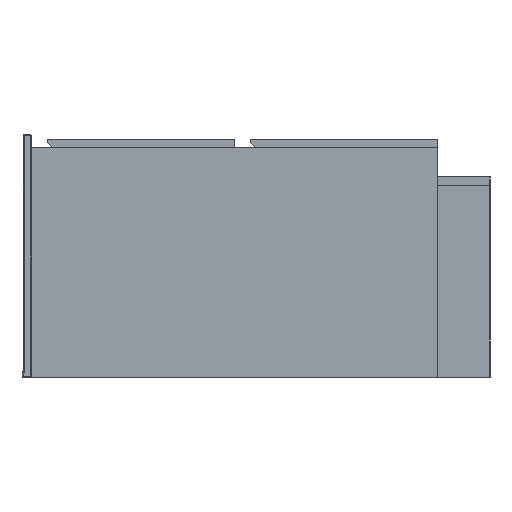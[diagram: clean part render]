
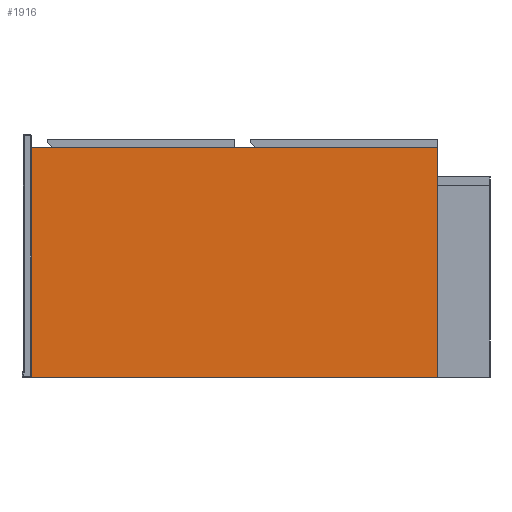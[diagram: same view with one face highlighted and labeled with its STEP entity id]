
A CAD part, left-side view. The second image highlights one B-rep face of the part: STEP entity #1916.
In plain terms, the highlighted planar face has unit normal (-1, 0, 0).
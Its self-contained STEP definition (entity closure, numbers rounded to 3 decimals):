
#616 = CARTESIAN_POINT ( 'NONE',  ( -444., 390., 0. ) ) ;
#645 = VERTEX_POINT ( 'NONE', #2028 ) ;
#661 = EDGE_LOOP ( 'NONE', ( #3020, #3907, #2349, #5804 ) ) ;
#708 = VERTEX_POINT ( 'NONE', #616 ) ;
#874 = FACE_OUTER_BOUND ( 'NONE', #661, .T. ) ;
#926 = LINE ( 'NONE', #6596, #3073 ) ;
#1114 = VECTOR ( 'NONE', #1223, 1000. ) ;
#1223 = DIRECTION ( 'NONE',  ( 0., -1., 0. ) ) ;
#1239 = VERTEX_POINT ( 'NONE', #6436 ) ;
#1689 = CARTESIAN_POINT ( 'NONE',  ( -444., -390., 440. ) ) ;
#1870 = VECTOR ( 'NONE', #3754, 1000. ) ;
#1916 = ADVANCED_FACE ( 'NONE', ( #874 ), #3338, .F. ) ;
#2028 = CARTESIAN_POINT ( 'NONE',  ( -444., -390., 440. ) ) ;
#2349 = ORIENTED_EDGE ( 'NONE', *, *, #3861, .F. ) ;
#2389 = LINE ( 'NONE', #5607, #4106 ) ;
#3020 = ORIENTED_EDGE ( 'NONE', *, *, #3826, .T. ) ;
#3073 = VECTOR ( 'NONE', #4546, 1000. ) ;
#3248 = AXIS2_PLACEMENT_3D ( 'NONE', #4421, #5012, #6015 ) ;
#3338 = PLANE ( 'NONE',  #3248 ) ;
#3409 = CARTESIAN_POINT ( 'NONE',  ( -444., -390., 0. ) ) ;
#3754 = DIRECTION ( 'NONE',  ( 0., -1., 0. ) ) ;
#3826 = EDGE_CURVE ( 'NONE', #708, #6425, #6394, .T. ) ;
#3861 = EDGE_CURVE ( 'NONE', #1239, #645, #6430, .T. ) ;
#3907 = ORIENTED_EDGE ( 'NONE', *, *, #6415, .F. ) ;
#4106 = VECTOR ( 'NONE', #5544, 1000. ) ;
#4264 = CARTESIAN_POINT ( 'NONE',  ( -444., -390., 0. ) ) ;
#4421 = CARTESIAN_POINT ( 'NONE',  ( -444., -390., 440. ) ) ;
#4546 = DIRECTION ( 'NONE',  ( 0., 0., -1. ) ) ;
#4664 = EDGE_CURVE ( 'NONE', #1239, #708, #926, .T. ) ;
#5012 = DIRECTION ( 'NONE',  ( 1., 0., 0. ) ) ;
#5544 = DIRECTION ( 'NONE',  ( 0., 0., -1. ) ) ;
#5607 = CARTESIAN_POINT ( 'NONE',  ( -444., -390., 440. ) ) ;
#5804 = ORIENTED_EDGE ( 'NONE', *, *, #4664, .T. ) ;
#6015 = DIRECTION ( 'NONE',  ( 0., 0., -1. ) ) ;
#6394 = LINE ( 'NONE', #4264, #1114 ) ;
#6415 = EDGE_CURVE ( 'NONE', #645, #6425, #2389, .T. ) ;
#6425 = VERTEX_POINT ( 'NONE', #3409 ) ;
#6430 = LINE ( 'NONE', #1689, #1870 ) ;
#6436 = CARTESIAN_POINT ( 'NONE',  ( -444., 390., 440. ) ) ;
#6596 = CARTESIAN_POINT ( 'NONE',  ( -444., 390., 440. ) ) ;
